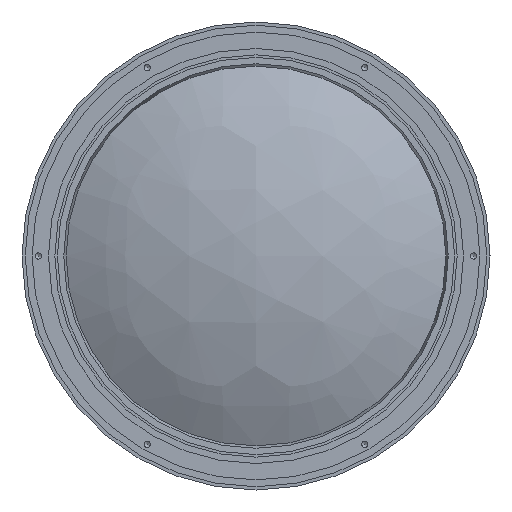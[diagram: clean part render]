
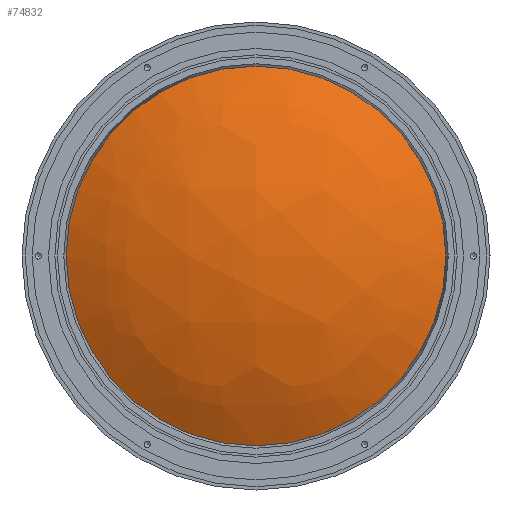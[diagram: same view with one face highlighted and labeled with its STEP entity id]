
A CAD part, left-side view. The second image highlights one B-rep face of the part: STEP entity #74832.
In plain terms, the highlighted free-form (B-spline) face has degree [3, 3] with [4, 4] control points.
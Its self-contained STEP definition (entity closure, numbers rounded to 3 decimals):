
#3132 = CARTESIAN_POINT ( 'NONE',  ( 23.059, 27.518, 79.289 ) ) ;
#5856 = CARTESIAN_POINT ( 'NONE',  ( -4.462, 27.518, -29.062 ) ) ;
#6462 = DIRECTION ( 'NONE',  ( -1., 0., 0. ) ) ;
#7046 = AXIS2_PLACEMENT_3D ( 'NONE', #27158, #6462, #48567 ) ;
#11383 = CIRCLE ( 'NONE', #7046, 75.05 ) ;
#13497 = CARTESIAN_POINT ( 'NONE',  ( 23.436, -76.459, 24.003 ) ) ;
#20419 = EDGE_LOOP ( 'NONE', ( #36098 ) ) ;
#25182 = CARTESIAN_POINT ( 'NONE',  ( 46.418, 76.137, 66.566 ) ) ;
#26558 = FACE_OUTER_BOUND ( 'NONE', #20419, .T. ) ;
#27158 = CARTESIAN_POINT ( 'NONE',  ( 28.876, 0., 0. ) ) ;
#29243 = VERTEX_POINT ( 'NONE', #61019 ) ;
#30472 =( BOUNDED_SURFACE ( )  B_SPLINE_SURFACE ( 3, 3, ( 
 ( #79068, #109459, #100456, #25182 ),
 ( #66682, #5856, #76318, #3132 ),
 ( #45231, #130208, #118475, #47285 ),
 ( #108108, #119151, #13497, #98431 ) ),
 .UNSPECIFIED., .F., .F., .F. ) 
 B_SPLINE_SURFACE_WITH_KNOTS ( ( 4, 4 ),
 ( 4, 4 ),
 ( 0., 1. ),
 ( 0., 1. ),
 .UNSPECIFIED. ) 
 GEOMETRIC_REPRESENTATION_ITEM ( )  RATIONAL_B_SPLINE_SURFACE ( (
 ( 1., 0.918, 0.918, 1.),
 ( 0.918, 0.843, 0.843, 0.918),
 ( 0.918, 0.843, 0.843, 0.918),
 ( 1., 0.918, 0.918, 1.) ) ) 
 REPRESENTATION_ITEM ( '' )  SURFACE ( )  );
#36098 = ORIENTED_EDGE ( 'NONE', *, *, #48302, .T. ) ;
#45231 = CARTESIAN_POINT ( 'NONE',  ( 23.315, -27.901, -79.624 ) ) ;
#47285 = CARTESIAN_POINT ( 'NONE',  ( 23.116, -27.901, 79.259 ) ) ;
#48302 = EDGE_CURVE ( 'NONE', #29243, #29243, #11383, .T. ) ;
#48567 = DIRECTION ( 'NONE',  ( 0., 0., 1. ) ) ;
#61019 = CARTESIAN_POINT ( 'NONE',  ( 28.876, 0., 75.05 ) ) ;
#66682 = CARTESIAN_POINT ( 'NONE',  ( 23.259, 27.518, -79.655 ) ) ;
#74832 = ADVANCED_FACE ( 'NONE', ( #26558 ), #30472, .T. ) ;
#76318 = CARTESIAN_POINT ( 'NONE',  ( -4.535, 27.518, 28.627 ) ) ;
#79068 = CARTESIAN_POINT ( 'NONE',  ( 46.586, 76.137, -66.873 ) ) ;
#98431 = CARTESIAN_POINT ( 'NONE',  ( 46.573, -76.459, 66.482 ) ) ;
#100456 = CARTESIAN_POINT ( 'NONE',  ( 23.252, 76.137, 24.034 ) ) ;
#108108 = CARTESIAN_POINT ( 'NONE',  ( 46.741, -76.459, -66.789 ) ) ;
#109459 = CARTESIAN_POINT ( 'NONE',  ( 23.313, 76.137, -24.399 ) ) ;
#118475 = CARTESIAN_POINT ( 'NONE',  ( -4.468, -27.901, 28.616 ) ) ;
#119151 = CARTESIAN_POINT ( 'NONE',  ( 23.497, -76.459, -24.368 ) ) ;
#130208 = CARTESIAN_POINT ( 'NONE',  ( -4.395, -27.901, -29.051 ) ) ;
